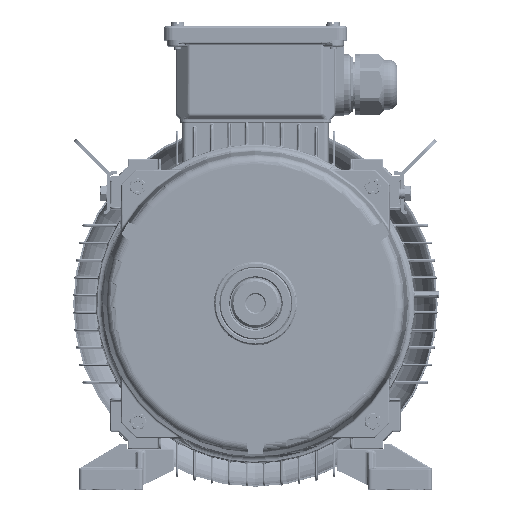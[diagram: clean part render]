
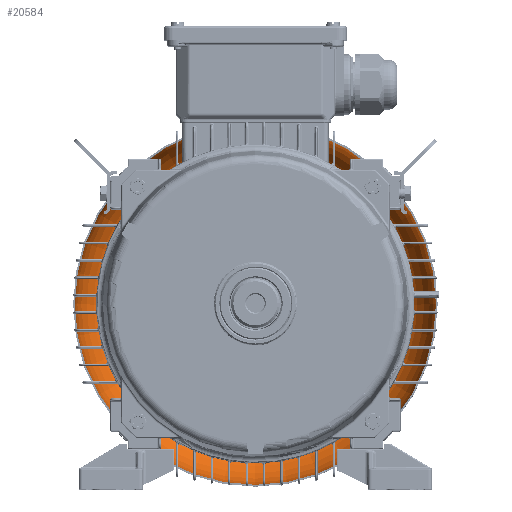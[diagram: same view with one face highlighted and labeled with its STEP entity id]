
A CAD part, top view. The second image highlights one B-rep face of the part: STEP entity #20584.
In plain terms, the highlighted toroidal (fillet/blend) face has major radius 97.5 mm and minor radius 58 mm.
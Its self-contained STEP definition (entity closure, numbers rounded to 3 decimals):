
#3342=TOROIDAL_SURFACE('',#158872,97.5,58.);
#13036=FACE_BOUND('',#40295,.T.);
#13037=FACE_BOUND('',#40296,.T.);
#20584=ADVANCED_FACE('',(#13036,#13037),#3342,.F.);
#40295=EDGE_LOOP('',(#102936));
#40296=EDGE_LOOP('',(#102937));
#102936=ORIENTED_EDGE('',*,*,#141323,.T.);
#102937=ORIENTED_EDGE('',*,*,#141342,.F.);
#120829=VERTEX_POINT('',#290275);
#120848=VERTEX_POINT('',#290555);
#141323=EDGE_CURVE('',#120829,#120829,#148049,.T.);
#141342=EDGE_CURVE('',#120848,#120848,#148060,.T.);
#148049=CIRCLE('',#158857,155.5);
#148060=CIRCLE('',#158870,124.354);
#158857=AXIS2_PLACEMENT_3D('',#290274,#191534,#191535);
#158870=AXIS2_PLACEMENT_3D('',#290554,#191560,#191561);
#158872=AXIS2_PLACEMENT_3D('',#290557,#191564,#191565);
#191534=DIRECTION('',(0.,0.,1.));
#191535=DIRECTION('',(-1.,0.,0.));
#191560=DIRECTION('',(0.,0.,1.));
#191561=DIRECTION('',(-1.,0.,0.));
#191564=DIRECTION('',(0.,0.,1.));
#191565=DIRECTION('',(-1.,0.,0.));
#290274=CARTESIAN_POINT('',(0.,-2.582,-211.545));
#290275=CARTESIAN_POINT('',(-155.5,-2.582,-211.545));
#290554=CARTESIAN_POINT('',(0.,-2.582,-262.954));
#290555=CARTESIAN_POINT('',(-124.354,-2.582,-262.954));
#290557=CARTESIAN_POINT('',(0.,-2.582,-211.545));
